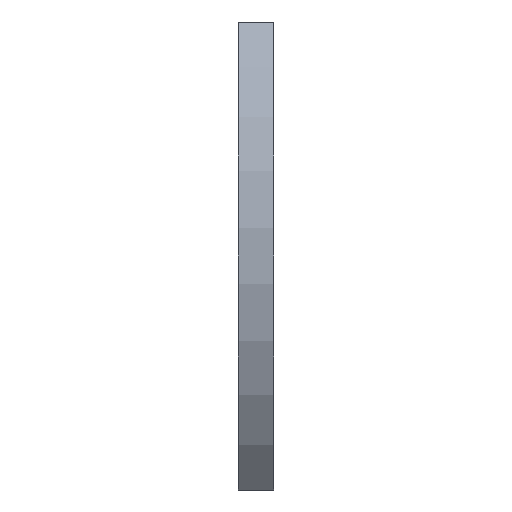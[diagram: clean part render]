
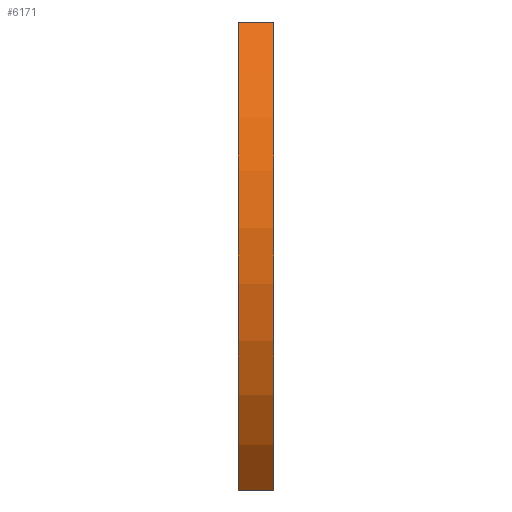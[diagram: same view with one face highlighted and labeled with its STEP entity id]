
A CAD part, left-side view. The second image highlights one B-rep face of the part: STEP entity #6171.
In plain terms, the highlighted cylindrical face has radius 59.363 mm (diameter 118.726 mm), a partial arc.
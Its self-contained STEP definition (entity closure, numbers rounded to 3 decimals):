
#81 = AXIS2_PLACEMENT_3D ( 'NONE', #7793, #6383, #776 ) ;
#104 = CARTESIAN_POINT ( 'NONE',  ( -0.637, 0., 0. ) ) ;
#236 = ORIENTED_EDGE ( 'NONE', *, *, #533, .F. ) ;
#520 = EDGE_CURVE ( 'NONE', #5073, #2334, #8822, .T. ) ;
#533 = EDGE_CURVE ( 'NONE', #2334, #553, #2039, .T. ) ;
#553 = VERTEX_POINT ( 'NONE', #1462 ) ;
#776 = DIRECTION ( 'NONE',  ( 0., 0., -1. ) ) ;
#1229 = ORIENTED_EDGE ( 'NONE', *, *, #3247, .T. ) ;
#1265 = ORIENTED_EDGE ( 'NONE', *, *, #520, .F. ) ;
#1304 = CARTESIAN_POINT ( 'NONE',  ( -44.5, 6., 40. ) ) ;
#1307 = VECTOR ( 'NONE', #7864, 1000. ) ;
#1462 = CARTESIAN_POINT ( 'NONE',  ( -44.5, 0., 40. ) ) ;
#1564 = DIRECTION ( 'NONE',  ( 0., 1., 0. ) ) ;
#1661 = DIRECTION ( 'NONE',  ( 0., 0., 1. ) ) ;
#1888 = CARTESIAN_POINT ( 'NONE',  ( -44.5, 0., -40. ) ) ;
#2039 = LINE ( 'NONE', #3656, #2264 ) ;
#2264 = VECTOR ( 'NONE', #7307, 1000. ) ;
#2334 = VERTEX_POINT ( 'NONE', #1304 ) ;
#2930 = EDGE_LOOP ( 'NONE', ( #1229, #236, #1265, #7384 ) ) ;
#3247 = EDGE_CURVE ( 'NONE', #9216, #553, #8515, .T. ) ;
#3475 = CARTESIAN_POINT ( 'NONE',  ( -44.5, 6., -40. ) ) ;
#3656 = CARTESIAN_POINT ( 'NONE',  ( -44.5, 6., 40. ) ) ;
#3744 = DIRECTION ( 'NONE',  ( 0., 0., 1. ) ) ;
#4055 = AXIS2_PLACEMENT_3D ( 'NONE', #7900, #1564, #3744 ) ;
#5073 = VERTEX_POINT ( 'NONE', #8102 ) ;
#5934 = DIRECTION ( 'NONE',  ( 0., 1., 0. ) ) ;
#5976 = AXIS2_PLACEMENT_3D ( 'NONE', #104, #5934, #1661 ) ;
#6171 = ADVANCED_FACE ( 'NONE', ( #6365 ), #6921, .T. ) ;
#6365 = FACE_OUTER_BOUND ( 'NONE', #2930, .T. ) ;
#6383 = DIRECTION ( 'NONE',  ( 0., -1., 0. ) ) ;
#6921 = CYLINDRICAL_SURFACE ( 'NONE', #81, 59.363 ) ;
#7238 = LINE ( 'NONE', #3475, #1307 ) ;
#7307 = DIRECTION ( 'NONE',  ( 0., -1., 0. ) ) ;
#7384 = ORIENTED_EDGE ( 'NONE', *, *, #8357, .T. ) ;
#7793 = CARTESIAN_POINT ( 'NONE',  ( -0.637, 6., 0. ) ) ;
#7864 = DIRECTION ( 'NONE',  ( 0., -1., 0. ) ) ;
#7900 = CARTESIAN_POINT ( 'NONE',  ( -0.637, 6., 0. ) ) ;
#8102 = CARTESIAN_POINT ( 'NONE',  ( -44.5, 6., -40. ) ) ;
#8357 = EDGE_CURVE ( 'NONE', #5073, #9216, #7238, .T. ) ;
#8515 = CIRCLE ( 'NONE', #5976, 59.363 ) ;
#8822 = CIRCLE ( 'NONE', #4055, 59.363 ) ;
#9216 = VERTEX_POINT ( 'NONE', #1888 ) ;
